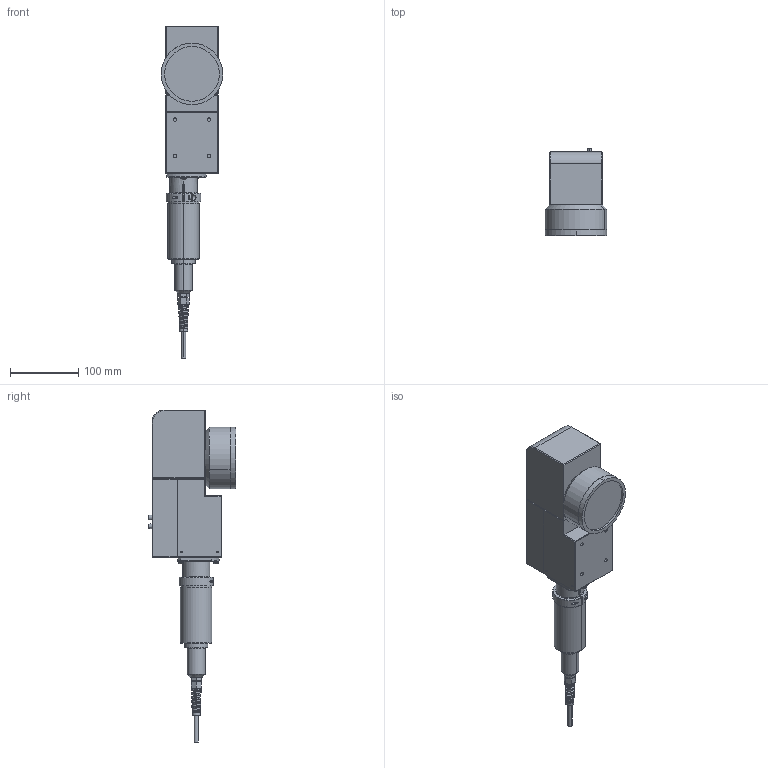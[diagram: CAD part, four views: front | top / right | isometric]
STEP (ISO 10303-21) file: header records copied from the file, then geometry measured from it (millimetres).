
FILE_DESCRIPTION (( 'STEP AP214' ), '1' );
FILE_NAME ('IPG_160.STEP', '2013-11-13T00:04:54', ( 'USER-PC' ), ( '' ), 'SwSTEP 2.0', 'SolidWorks 2012', '' );
FILE_SCHEMA (( 'AUTOMOTIVE_DESIGN' ));
Length unit declared in the file: inch
Products named in the file (1): IPG_160
Bounding box: 90 x 127.43 x 484.98 mm (x, y, z)
Surface area: 154887.7 mm2 (no closed solid volume)
Topology: 0 solids, 66 shells, 705 faces, 2028 edges, 1358 vertices
Faces by surface type: cylinder 328, plane 236, cone 109, torus 11, bspline 11, sphere 10
Entity records: 38142 total; most frequent: CARTESIAN_POINT 10934, DIRECTION 3886, ORIENTED_EDGE 3333, EDGE_CURVE 2026, AXIS2_PLACEMENT_3D 1486, VERTEX_POINT 1358, VECTOR 914, LINE 914
